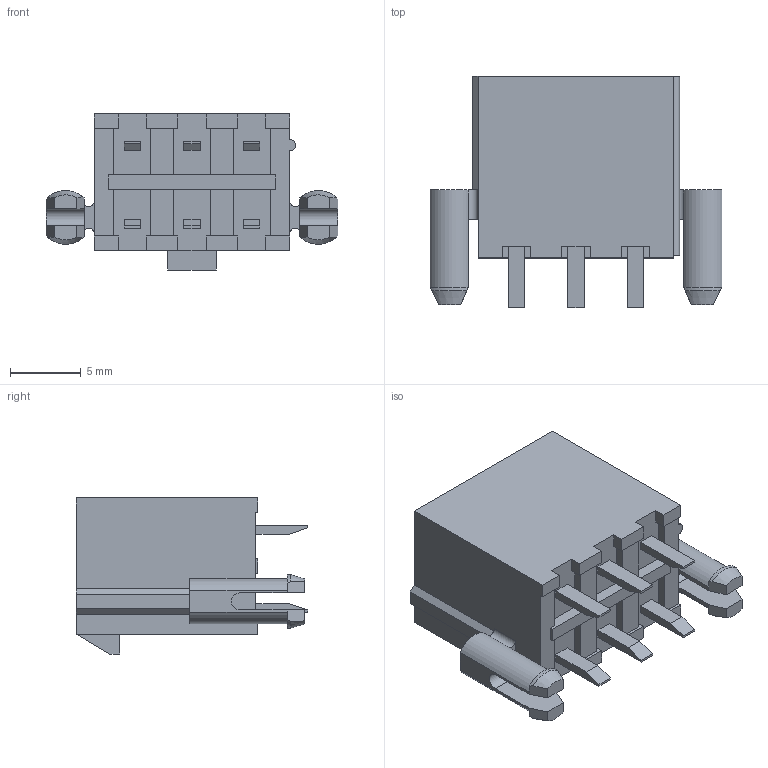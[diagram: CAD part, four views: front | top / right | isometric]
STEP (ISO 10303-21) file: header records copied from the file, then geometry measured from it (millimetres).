
FILE_DESCRIPTION((''),'2;1');
FILE_NAME('1726750613','2015-05-22T',('me'),(''),'PRO/ENGINEER BY PARAMETRIC TECHNOLOGY CORPORATION, 2011490','PRO/ENGINEER BY PARAMETRIC TECHNOLOGY CORPORATION, 2011490','');
FILE_SCHEMA(('CONFIG_CONTROL_DESIGN'));
Length unit declared in the file: millimetre
Products named in the file (1): 1726750613
Bounding box: 20.58 x 16.3 x 11 mm (x, y, z)
Volume: 1119.5 mm3; surface area: 2129.3 mm2
Topology: 1 solids, 1 shells, 226 faces, 619 edges, 416 vertices
Faces by surface type: plane 207, cylinder 15, cone 4
Entity records: 7080 total; most frequent: CARTESIAN_POINT 1290, ORIENTED_EDGE 1202, DIRECTION 1107, EDGE_CURVE 601, VECTOR 553, LINE 553, VERTEX_POINT 396, AXIS2_PLACEMENT_3D 277
